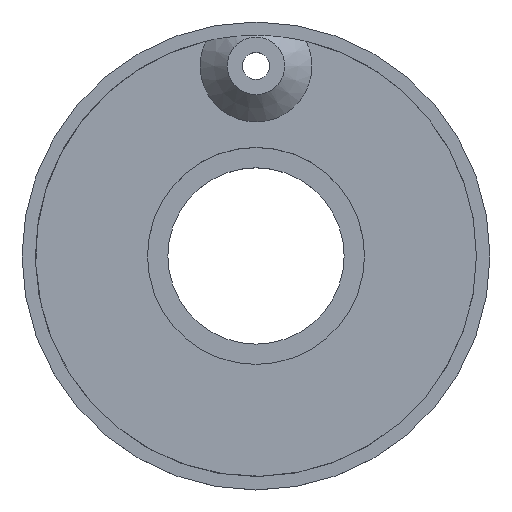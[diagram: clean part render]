
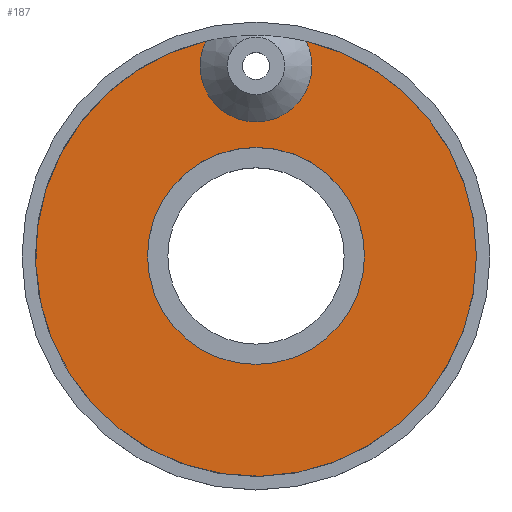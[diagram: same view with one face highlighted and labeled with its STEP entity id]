
A CAD part, top view. The second image highlights one B-rep face of the part: STEP entity #187.
In plain terms, the highlighted planar face has unit normal (0, 0, 1).
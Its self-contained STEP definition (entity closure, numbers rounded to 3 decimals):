
#18=FACE_BOUND('',#58,.T.);
#24=PLANE('',#228);
#42=FACE_OUTER_BOUND('',#57,.T.);
#57=EDGE_LOOP('',(#168,#169,#170,#171));
#58=EDGE_LOOP('',(#172));
#76=CIRCLE('',#204,8.24);
#78=CIRCLE('',#206,8.24);
#82=CIRCLE('',#214,32.5);
#83=CIRCLE('',#215,32.5);
#86=CIRCLE('',#220,16.);
#92=VERTEX_POINT('',#295);
#93=VERTEX_POINT('',#296);
#94=VERTEX_POINT('',#313);
#99=VERTEX_POINT('',#331);
#102=VERTEX_POINT('',#341);
#108=EDGE_CURVE('',#92,#94,#76,.T.);
#111=EDGE_CURVE('',#94,#93,#78,.T.);
#117=EDGE_CURVE('',#92,#99,#82,.T.);
#118=EDGE_CURVE('',#99,#93,#83,.T.);
#122=EDGE_CURVE('',#102,#102,#86,.T.);
#168=ORIENTED_EDGE('',*,*,#108,.F.);
#169=ORIENTED_EDGE('',*,*,#117,.T.);
#170=ORIENTED_EDGE('',*,*,#118,.T.);
#171=ORIENTED_EDGE('',*,*,#111,.F.);
#172=ORIENTED_EDGE('',*,*,#122,.T.);
#187=ADVANCED_FACE('',(#42,#18),#24,.T.);
#204=AXIS2_PLACEMENT_3D('',#314,#234,#235);
#206=AXIS2_PLACEMENT_3D('',#318,#239,#240);
#214=AXIS2_PLACEMENT_3D('',#332,#257,#258);
#215=AXIS2_PLACEMENT_3D('',#333,#259,#260);
#220=AXIS2_PLACEMENT_3D('',#342,#270,#271);
#228=AXIS2_PLACEMENT_3D('',#357,#289,#290);
#234=DIRECTION('center_axis',(0.,0.,1.));
#235=DIRECTION('ref_axis',(-1.,0.,0.));
#239=DIRECTION('center_axis',(0.,0.,1.));
#240=DIRECTION('ref_axis',(-1.,0.,0.));
#257=DIRECTION('center_axis',(0.,0.,1.));
#258=DIRECTION('ref_axis',(-1.,0.,0.));
#259=DIRECTION('center_axis',(0.,0.,1.));
#260=DIRECTION('ref_axis',(-1.,0.,0.));
#270=DIRECTION('center_axis',(0.,0.,-1.));
#271=DIRECTION('ref_axis',(-1.,0.,0.));
#289=DIRECTION('center_axis',(0.,0.,1.));
#290=DIRECTION('ref_axis',(1.,0.,0.));
#295=CARTESIAN_POINT('',(-7.388,31.649,8.));
#296=CARTESIAN_POINT('',(7.388,31.649,8.));
#313=CARTESIAN_POINT('',(8.24,28.,8.));
#314=CARTESIAN_POINT('Origin',(0.,28.,8.));
#318=CARTESIAN_POINT('Origin',(0.,28.,8.));
#331=CARTESIAN_POINT('',(32.5,0.,8.));
#332=CARTESIAN_POINT('Origin',(0.,0.,8.));
#333=CARTESIAN_POINT('Origin',(0.,0.,8.));
#341=CARTESIAN_POINT('',(16.,0.,8.));
#342=CARTESIAN_POINT('Origin',(0.,0.,8.));
#357=CARTESIAN_POINT('Origin',(0.,0.,8.));
